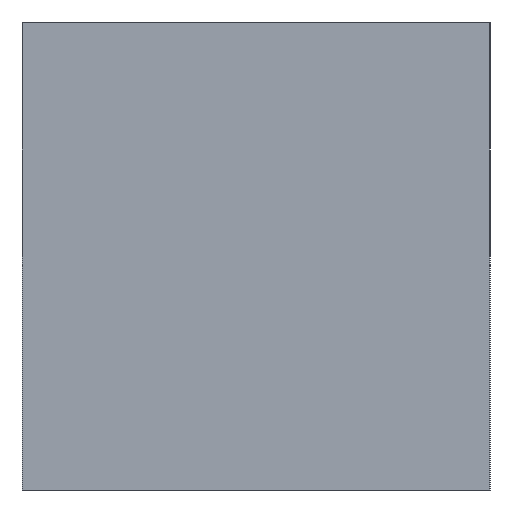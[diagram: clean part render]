
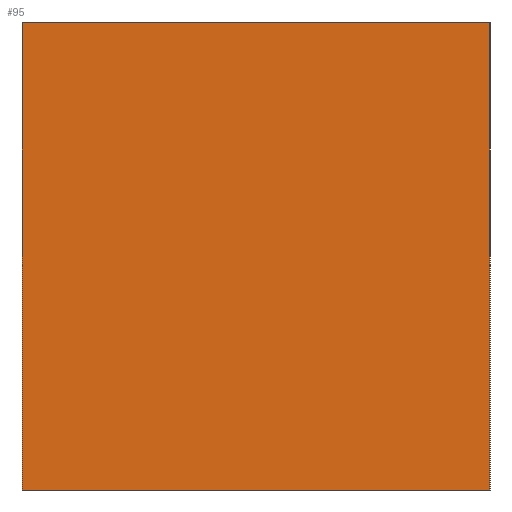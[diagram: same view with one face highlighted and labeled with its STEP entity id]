
A CAD part, left-side view. The second image highlights one B-rep face of the part: STEP entity #95.
In plain terms, the highlighted planar face has unit normal (-1, 0, 0).
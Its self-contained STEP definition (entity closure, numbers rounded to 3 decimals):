
#15 = EDGE_CURVE ( 'NONE', #142, #127, #297, .T. ) ;
#37 = EDGE_LOOP ( 'NONE', ( #314, #262, #74, #247 ) ) ;
#57 = VECTOR ( 'NONE', #135, 1000. ) ;
#61 = CARTESIAN_POINT ( 'NONE',  ( -10., 10., -10. ) ) ;
#70 = PLANE ( 'NONE',  #282 ) ;
#72 = CARTESIAN_POINT ( 'NONE',  ( -10., -10., 10. ) ) ;
#73 = CARTESIAN_POINT ( 'NONE',  ( -10., 10., 10. ) ) ;
#74 = ORIENTED_EDGE ( 'NONE', *, *, #266, .F. ) ;
#95 = ADVANCED_FACE ( 'NONE', ( #126 ), #70, .F. ) ;
#112 = VERTEX_POINT ( 'NONE', #72 ) ;
#120 = DIRECTION ( 'NONE',  ( 0., 1., 0. ) ) ;
#126 = FACE_OUTER_BOUND ( 'NONE', #37, .T. ) ;
#127 = VERTEX_POINT ( 'NONE', #61 ) ;
#135 = DIRECTION ( 'NONE',  ( 0., 0., -1. ) ) ;
#141 = LINE ( 'NONE', #288, #206 ) ;
#142 = VERTEX_POINT ( 'NONE', #193 ) ;
#188 = VECTOR ( 'NONE', #317, 1000. ) ;
#193 = CARTESIAN_POINT ( 'NONE',  ( -10., 10., 10. ) ) ;
#200 = LINE ( 'NONE', #207, #188 ) ;
#206 = VECTOR ( 'NONE', #313, 1000. ) ;
#207 = CARTESIAN_POINT ( 'NONE',  ( -10., 10., 10. ) ) ;
#225 = EDGE_CURVE ( 'NONE', #127, #296, #141, .T. ) ;
#244 = EDGE_CURVE ( 'NONE', #112, #296, #332, .T. ) ;
#246 = CARTESIAN_POINT ( 'NONE',  ( -10., 10., 10. ) ) ;
#247 = ORIENTED_EDGE ( 'NONE', *, *, #15, .T. ) ;
#262 = ORIENTED_EDGE ( 'NONE', *, *, #244, .F. ) ;
#265 = CARTESIAN_POINT ( 'NONE',  ( -10., -10., -10. ) ) ;
#266 = EDGE_CURVE ( 'NONE', #142, #112, #200, .T. ) ;
#277 = DIRECTION ( 'NONE',  ( 1., 0., 0. ) ) ;
#280 = DIRECTION ( 'NONE',  ( 0., 0., -1. ) ) ;
#282 = AXIS2_PLACEMENT_3D ( 'NONE', #246, #277, #120 ) ;
#288 = CARTESIAN_POINT ( 'NONE',  ( -10., 10., -10. ) ) ;
#289 = VECTOR ( 'NONE', #280, 1000. ) ;
#292 = CARTESIAN_POINT ( 'NONE',  ( -10., -10., 10. ) ) ;
#296 = VERTEX_POINT ( 'NONE', #265 ) ;
#297 = LINE ( 'NONE', #73, #289 ) ;
#313 = DIRECTION ( 'NONE',  ( 0., -1., 0. ) ) ;
#314 = ORIENTED_EDGE ( 'NONE', *, *, #225, .T. ) ;
#317 = DIRECTION ( 'NONE',  ( 0., -1., 0. ) ) ;
#332 = LINE ( 'NONE', #292, #57 ) ;
